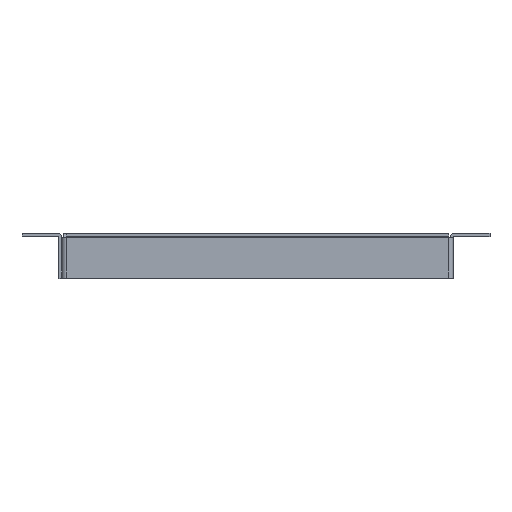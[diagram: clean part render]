
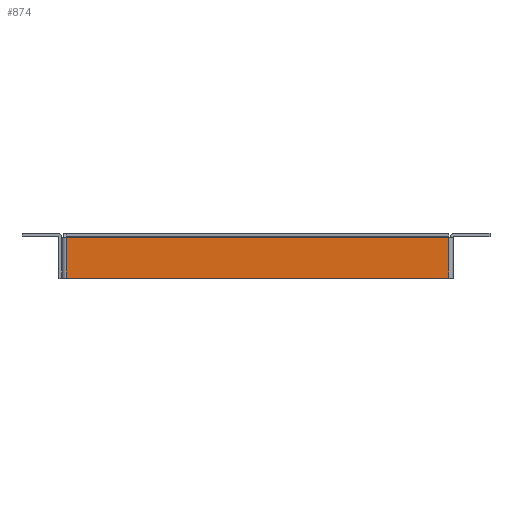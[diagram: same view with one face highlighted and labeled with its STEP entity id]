
A CAD part, top view. The second image highlights one B-rep face of the part: STEP entity #874.
In plain terms, the highlighted planar face has unit normal (0, 0, 1).
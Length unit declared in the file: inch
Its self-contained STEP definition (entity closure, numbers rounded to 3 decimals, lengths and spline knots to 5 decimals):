
#105 = EDGE_CURVE ( 'NONE', #117, #666, #368, .T. ) ;
#117 = VERTEX_POINT ( 'NONE', #1355 ) ;
#253 = VERTEX_POINT ( 'NONE', #1040 ) ;
#283 = ORIENTED_EDGE ( 'NONE', *, *, #105, .F. ) ;
#300 = VECTOR ( 'NONE', #1778, 39.37008 ) ;
#368 = LINE ( 'NONE', #1381, #2654 ) ;
#441 = CARTESIAN_POINT ( 'NONE',  ( -4.76999, -0.5085, 4.95 ) ) ;
#487 = PLANE ( 'NONE',  #986 ) ;
#536 = ORIENTED_EDGE ( 'NONE', *, *, #1352, .F. ) ;
#638 = DIRECTION ( 'NONE',  ( 0., 1., 0. ) ) ;
#666 = VERTEX_POINT ( 'NONE', #1089 ) ;
#698 = DIRECTION ( 'NONE',  ( -1., 0., 0. ) ) ;
#738 = EDGE_LOOP ( 'NONE', ( #536, #283, #839, #1145 ) ) ;
#839 = ORIENTED_EDGE ( 'NONE', *, *, #1127, .F. ) ;
#857 = VECTOR ( 'NONE', #2339, 39.37008 ) ;
#874 = ADVANCED_FACE ( 'NONE', ( #2541 ), #487, .F. ) ;
#986 = AXIS2_PLACEMENT_3D ( 'NONE', #1741, #1308, #698 ) ;
#1040 = CARTESIAN_POINT ( 'NONE',  ( 4.842, -0.5085, 4.95 ) ) ;
#1089 = CARTESIAN_POINT ( 'NONE',  ( 4.842, 0.5085, 4.95 ) ) ;
#1101 = LINE ( 'NONE', #2553, #857 ) ;
#1127 = EDGE_CURVE ( 'NONE', #1707, #117, #2225, .T. ) ;
#1145 = ORIENTED_EDGE ( 'NONE', *, *, #2577, .T. ) ;
#1291 = VECTOR ( 'NONE', #638, 39.37008 ) ;
#1308 = DIRECTION ( 'NONE',  ( 0., 0., -1. ) ) ;
#1352 = EDGE_CURVE ( 'NONE', #666, #253, #1800, .T. ) ;
#1355 = CARTESIAN_POINT ( 'NONE',  ( -4.76999, 0.5085, 4.95 ) ) ;
#1381 = CARTESIAN_POINT ( 'NONE',  ( -4.87799, 0.5085, 4.95 ) ) ;
#1546 = CARTESIAN_POINT ( 'NONE',  ( 4.842, 0.5085, 4.95 ) ) ;
#1707 = VERTEX_POINT ( 'NONE', #441 ) ;
#1741 = CARTESIAN_POINT ( 'NONE',  ( -4.87799, 0.5085, 4.95 ) ) ;
#1777 = DIRECTION ( 'NONE',  ( 1., 0., 0. ) ) ;
#1778 = DIRECTION ( 'NONE',  ( 0., -1., 0. ) ) ;
#1800 = LINE ( 'NONE', #1546, #300 ) ;
#2225 = LINE ( 'NONE', #2456, #1291 ) ;
#2339 = DIRECTION ( 'NONE',  ( 1., 0., 0. ) ) ;
#2456 = CARTESIAN_POINT ( 'NONE',  ( -4.76999, 0.5085, 4.95 ) ) ;
#2541 = FACE_OUTER_BOUND ( 'NONE', #738, .T. ) ;
#2553 = CARTESIAN_POINT ( 'NONE',  ( -4.87799, -0.5085, 4.95 ) ) ;
#2577 = EDGE_CURVE ( 'NONE', #1707, #253, #1101, .T. ) ;
#2654 = VECTOR ( 'NONE', #1777, 39.37008 ) ;
